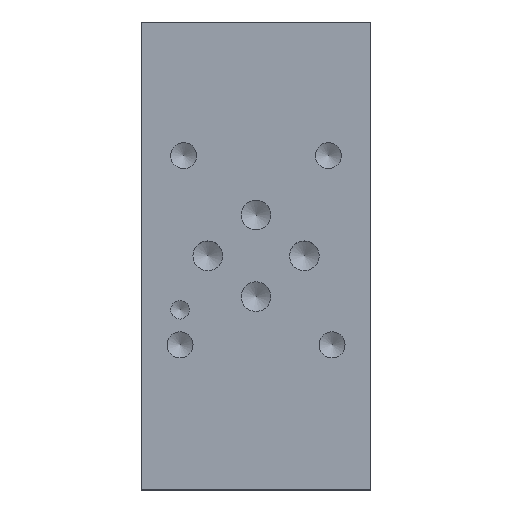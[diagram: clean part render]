
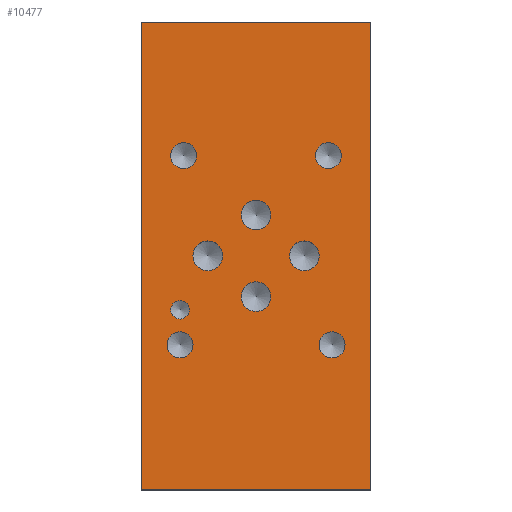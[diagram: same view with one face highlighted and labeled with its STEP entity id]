
A CAD part, top view. The second image highlights one B-rep face of the part: STEP entity #10477.
In plain terms, the highlighted planar face has unit normal (0, 0, 1).
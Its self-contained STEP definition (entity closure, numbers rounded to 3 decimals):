
#144=CIRCLE('',#10906,3.175);
#145=CIRCLE('',#10907,3.175);
#148=CIRCLE('',#10912,3.175);
#149=CIRCLE('',#10913,3.175);
#152=CIRCLE('',#10918,3.175);
#153=CIRCLE('',#10919,3.175);
#156=CIRCLE('',#10924,3.175);
#157=CIRCLE('',#10925,3.175);
#160=CIRCLE('',#10930,1.981);
#161=CIRCLE('',#10931,1.981);
#164=CIRCLE('',#10936,2.781);
#165=CIRCLE('',#10937,2.781);
#168=CIRCLE('',#10942,2.781);
#169=CIRCLE('',#10943,2.781);
#172=CIRCLE('',#10948,2.781);
#173=CIRCLE('',#10949,2.781);
#176=CIRCLE('',#10954,2.781);
#177=CIRCLE('',#10955,2.781);
#249=FACE_BOUND('',#1638,.T.);
#250=FACE_BOUND('',#1639,.T.);
#251=FACE_BOUND('',#1640,.T.);
#252=FACE_BOUND('',#1641,.T.);
#253=FACE_BOUND('',#1642,.T.);
#254=FACE_BOUND('',#1643,.T.);
#255=FACE_BOUND('',#1644,.T.);
#256=FACE_BOUND('',#1645,.T.);
#257=FACE_BOUND('',#1646,.T.);
#542=PLANE('',#10960);
#1068=FACE_OUTER_BOUND('',#1637,.T.);
#1637=EDGE_LOOP('',(#9274,#9275,#9276,#9277));
#1638=EDGE_LOOP('',(#9278,#9279));
#1639=EDGE_LOOP('',(#9280,#9281));
#1640=EDGE_LOOP('',(#9282,#9283));
#1641=EDGE_LOOP('',(#9284,#9285));
#1642=EDGE_LOOP('',(#9286,#9287));
#1643=EDGE_LOOP('',(#9288,#9289));
#1644=EDGE_LOOP('',(#9290,#9291));
#1645=EDGE_LOOP('',(#9292,#9293));
#1646=EDGE_LOOP('',(#9294,#9295));
#2102=LINE('',#16550,#3053);
#2601=LINE('',#18283,#3552);
#2604=LINE('',#18289,#3555);
#2607=LINE('',#18293,#3558);
#3053=VECTOR('',#11627,10.);
#3552=VECTOR('',#12838,10.);
#3555=VECTOR('',#12843,10.);
#3558=VECTOR('',#12848,10.);
#4453=VERTEX_POINT('',#16547);
#4454=VERTEX_POINT('',#16549);
#4889=VERTEX_POINT('',#18169);
#4890=VERTEX_POINT('',#18170);
#4894=VERTEX_POINT('',#18182);
#4895=VERTEX_POINT('',#18183);
#4899=VERTEX_POINT('',#18195);
#4900=VERTEX_POINT('',#18196);
#4904=VERTEX_POINT('',#18208);
#4905=VERTEX_POINT('',#18209);
#4909=VERTEX_POINT('',#18221);
#4910=VERTEX_POINT('',#18222);
#4914=VERTEX_POINT('',#18234);
#4915=VERTEX_POINT('',#18235);
#4919=VERTEX_POINT('',#18247);
#4920=VERTEX_POINT('',#18248);
#4924=VERTEX_POINT('',#18260);
#4925=VERTEX_POINT('',#18261);
#4929=VERTEX_POINT('',#18273);
#4930=VERTEX_POINT('',#18274);
#4932=VERTEX_POINT('',#18282);
#4934=VERTEX_POINT('',#18288);
#5708=EDGE_CURVE('',#4454,#4453,#2102,.T.);
#6337=EDGE_CURVE('',#4889,#4890,#144,.T.);
#6338=EDGE_CURVE('',#4890,#4889,#145,.T.);
#6343=EDGE_CURVE('',#4894,#4895,#148,.T.);
#6344=EDGE_CURVE('',#4895,#4894,#149,.T.);
#6349=EDGE_CURVE('',#4899,#4900,#152,.T.);
#6350=EDGE_CURVE('',#4900,#4899,#153,.T.);
#6355=EDGE_CURVE('',#4904,#4905,#156,.T.);
#6356=EDGE_CURVE('',#4905,#4904,#157,.T.);
#6361=EDGE_CURVE('',#4909,#4910,#160,.T.);
#6362=EDGE_CURVE('',#4910,#4909,#161,.T.);
#6367=EDGE_CURVE('',#4914,#4915,#164,.T.);
#6368=EDGE_CURVE('',#4915,#4914,#165,.T.);
#6373=EDGE_CURVE('',#4919,#4920,#168,.T.);
#6374=EDGE_CURVE('',#4920,#4919,#169,.T.);
#6379=EDGE_CURVE('',#4924,#4925,#172,.T.);
#6380=EDGE_CURVE('',#4925,#4924,#173,.T.);
#6385=EDGE_CURVE('',#4929,#4930,#176,.T.);
#6386=EDGE_CURVE('',#4930,#4929,#177,.T.);
#6389=EDGE_CURVE('',#4932,#4454,#2601,.T.);
#6392=EDGE_CURVE('',#4934,#4932,#2604,.T.);
#6395=EDGE_CURVE('',#4453,#4934,#2607,.T.);
#9274=ORIENTED_EDGE('',*,*,#6395,.T.);
#9275=ORIENTED_EDGE('',*,*,#6392,.T.);
#9276=ORIENTED_EDGE('',*,*,#6389,.T.);
#9277=ORIENTED_EDGE('',*,*,#5708,.T.);
#9278=ORIENTED_EDGE('',*,*,#6337,.T.);
#9279=ORIENTED_EDGE('',*,*,#6338,.T.);
#9280=ORIENTED_EDGE('',*,*,#6343,.T.);
#9281=ORIENTED_EDGE('',*,*,#6344,.T.);
#9282=ORIENTED_EDGE('',*,*,#6349,.T.);
#9283=ORIENTED_EDGE('',*,*,#6350,.T.);
#9284=ORIENTED_EDGE('',*,*,#6355,.T.);
#9285=ORIENTED_EDGE('',*,*,#6356,.T.);
#9286=ORIENTED_EDGE('',*,*,#6361,.T.);
#9287=ORIENTED_EDGE('',*,*,#6362,.T.);
#9288=ORIENTED_EDGE('',*,*,#6367,.T.);
#9289=ORIENTED_EDGE('',*,*,#6368,.T.);
#9290=ORIENTED_EDGE('',*,*,#6373,.T.);
#9291=ORIENTED_EDGE('',*,*,#6374,.T.);
#9292=ORIENTED_EDGE('',*,*,#6379,.T.);
#9293=ORIENTED_EDGE('',*,*,#6380,.T.);
#9294=ORIENTED_EDGE('',*,*,#6385,.T.);
#9295=ORIENTED_EDGE('',*,*,#6386,.T.);
#10477=ADVANCED_FACE('',(#1068,#249,#250,#251,#252,#253,#254,#255,#256,
#257),#542,.T.);
#10906=AXIS2_PLACEMENT_3D('',#18171,#12716,#12717);
#10907=AXIS2_PLACEMENT_3D('',#18172,#12718,#12719);
#10912=AXIS2_PLACEMENT_3D('',#18184,#12730,#12731);
#10913=AXIS2_PLACEMENT_3D('',#18185,#12732,#12733);
#10918=AXIS2_PLACEMENT_3D('',#18197,#12744,#12745);
#10919=AXIS2_PLACEMENT_3D('',#18198,#12746,#12747);
#10924=AXIS2_PLACEMENT_3D('',#18210,#12758,#12759);
#10925=AXIS2_PLACEMENT_3D('',#18211,#12760,#12761);
#10930=AXIS2_PLACEMENT_3D('',#18223,#12772,#12773);
#10931=AXIS2_PLACEMENT_3D('',#18224,#12774,#12775);
#10936=AXIS2_PLACEMENT_3D('',#18236,#12786,#12787);
#10937=AXIS2_PLACEMENT_3D('',#18237,#12788,#12789);
#10942=AXIS2_PLACEMENT_3D('',#18249,#12800,#12801);
#10943=AXIS2_PLACEMENT_3D('',#18250,#12802,#12803);
#10948=AXIS2_PLACEMENT_3D('',#18262,#12814,#12815);
#10949=AXIS2_PLACEMENT_3D('',#18263,#12816,#12817);
#10954=AXIS2_PLACEMENT_3D('',#18275,#12828,#12829);
#10955=AXIS2_PLACEMENT_3D('',#18276,#12830,#12831);
#10960=AXIS2_PLACEMENT_3D('',#18294,#12849,#12850);
#11627=DIRECTION('',(0.,-1.,0.));
#12716=DIRECTION('center_axis',(0.,0.,-1.));
#12717=DIRECTION('ref_axis',(1.,0.,0.));
#12718=DIRECTION('center_axis',(0.,0.,-1.));
#12719=DIRECTION('ref_axis',(1.,0.,0.));
#12730=DIRECTION('center_axis',(0.,0.,-1.));
#12731=DIRECTION('ref_axis',(1.,0.,0.));
#12732=DIRECTION('center_axis',(0.,0.,-1.));
#12733=DIRECTION('ref_axis',(1.,0.,0.));
#12744=DIRECTION('center_axis',(0.,0.,-1.));
#12745=DIRECTION('ref_axis',(1.,0.,0.));
#12746=DIRECTION('center_axis',(0.,0.,-1.));
#12747=DIRECTION('ref_axis',(1.,0.,0.));
#12758=DIRECTION('center_axis',(0.,0.,-1.));
#12759=DIRECTION('ref_axis',(1.,0.,0.));
#12760=DIRECTION('center_axis',(0.,0.,-1.));
#12761=DIRECTION('ref_axis',(1.,0.,0.));
#12772=DIRECTION('center_axis',(0.,0.,-1.));
#12773=DIRECTION('ref_axis',(1.,0.,0.));
#12774=DIRECTION('center_axis',(0.,0.,-1.));
#12775=DIRECTION('ref_axis',(1.,0.,0.));
#12786=DIRECTION('center_axis',(0.,0.,-1.));
#12787=DIRECTION('ref_axis',(1.,0.,0.));
#12788=DIRECTION('center_axis',(0.,0.,-1.));
#12789=DIRECTION('ref_axis',(1.,0.,0.));
#12800=DIRECTION('center_axis',(0.,0.,-1.));
#12801=DIRECTION('ref_axis',(1.,0.,0.));
#12802=DIRECTION('center_axis',(0.,0.,-1.));
#12803=DIRECTION('ref_axis',(1.,0.,0.));
#12814=DIRECTION('center_axis',(0.,0.,-1.));
#12815=DIRECTION('ref_axis',(1.,0.,0.));
#12816=DIRECTION('center_axis',(0.,0.,-1.));
#12817=DIRECTION('ref_axis',(1.,0.,0.));
#12828=DIRECTION('center_axis',(0.,0.,-1.));
#12829=DIRECTION('ref_axis',(1.,0.,0.));
#12830=DIRECTION('center_axis',(0.,0.,-1.));
#12831=DIRECTION('ref_axis',(1.,0.,0.));
#12838=DIRECTION('',(-1.,0.,0.));
#12843=DIRECTION('',(0.,1.,0.));
#12848=DIRECTION('',(1.,0.,0.));
#12849=DIRECTION('center_axis',(0.,0.,1.));
#12850=DIRECTION('ref_axis',(1.,0.,0.));
#16547=CARTESIAN_POINT('',(0.,0.,40.132));
#16549=CARTESIAN_POINT('',(0.,100.076,40.132));
#16550=CARTESIAN_POINT('',(0.,100.076,40.132));
#18169=CARTESIAN_POINT('',(27.686,58.776,40.132));
#18170=CARTESIAN_POINT('',(21.336,58.776,40.132));
#18171=CARTESIAN_POINT('Origin',(24.511,58.776,40.132));
#18172=CARTESIAN_POINT('Origin',(24.511,58.776,40.132));
#18182=CARTESIAN_POINT('',(17.374,50.038,40.132));
#18183=CARTESIAN_POINT('',(11.024,50.038,40.132));
#18184=CARTESIAN_POINT('Origin',(14.199,50.038,40.132));
#18185=CARTESIAN_POINT('Origin',(14.199,50.038,40.132));
#18195=CARTESIAN_POINT('',(38.024,50.038,40.132));
#18196=CARTESIAN_POINT('',(31.674,50.038,40.132));
#18197=CARTESIAN_POINT('Origin',(34.849,50.038,40.132));
#18198=CARTESIAN_POINT('Origin',(34.849,50.038,40.132));
#18208=CARTESIAN_POINT('',(27.686,41.3,40.132));
#18209=CARTESIAN_POINT('',(21.336,41.3,40.132));
#18210=CARTESIAN_POINT('Origin',(24.511,41.3,40.132));
#18211=CARTESIAN_POINT('Origin',(24.511,41.3,40.132));
#18221=CARTESIAN_POINT('',(10.236,38.481,40.132));
#18222=CARTESIAN_POINT('',(6.274,38.481,40.132));
#18223=CARTESIAN_POINT('Origin',(8.255,38.481,40.132));
#18224=CARTESIAN_POINT('Origin',(8.255,38.481,40.132));
#18234=CARTESIAN_POINT('',(43.574,30.988,40.132));
#18235=CARTESIAN_POINT('',(38.011,30.988,40.132));
#18236=CARTESIAN_POINT('Origin',(40.792,30.988,40.132));
#18237=CARTESIAN_POINT('Origin',(40.792,30.988,40.132));
#18247=CARTESIAN_POINT('',(11.824,71.476,40.132));
#18248=CARTESIAN_POINT('',(6.261,71.476,40.132));
#18249=CARTESIAN_POINT('Origin',(9.042,71.476,40.132));
#18250=CARTESIAN_POINT('Origin',(9.042,71.476,40.132));
#18260=CARTESIAN_POINT('',(42.786,71.476,40.132));
#18261=CARTESIAN_POINT('',(37.224,71.476,40.132));
#18262=CARTESIAN_POINT('Origin',(40.005,71.476,40.132));
#18263=CARTESIAN_POINT('Origin',(40.005,71.476,40.132));
#18273=CARTESIAN_POINT('',(11.036,30.988,40.132));
#18274=CARTESIAN_POINT('',(5.474,30.988,40.132));
#18275=CARTESIAN_POINT('Origin',(8.255,30.988,40.132));
#18276=CARTESIAN_POINT('Origin',(8.255,30.988,40.132));
#18282=CARTESIAN_POINT('',(49.022,100.076,40.132));
#18283=CARTESIAN_POINT('',(49.022,100.076,40.132));
#18288=CARTESIAN_POINT('',(49.022,0.,40.132));
#18289=CARTESIAN_POINT('',(49.022,0.,40.132));
#18293=CARTESIAN_POINT('',(0.,0.,40.132));
#18294=CARTESIAN_POINT('Origin',(24.511,50.038,40.132));
